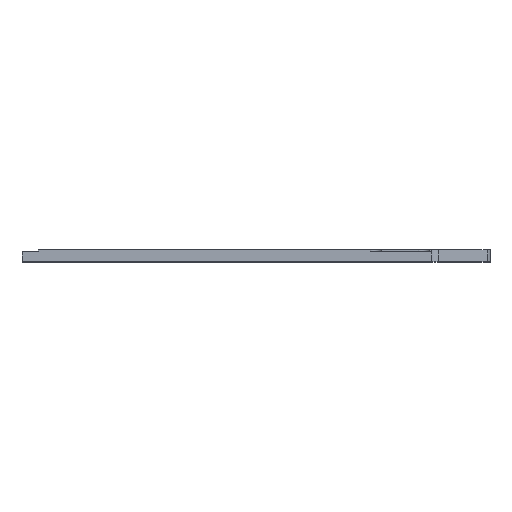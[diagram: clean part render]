
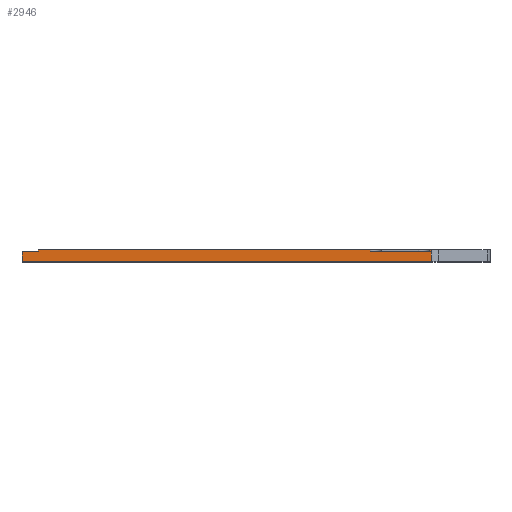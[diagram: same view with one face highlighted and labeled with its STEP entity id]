
A CAD part, top view. The second image highlights one B-rep face of the part: STEP entity #2946.
In plain terms, the highlighted planar face has unit normal (0, 0, 1).
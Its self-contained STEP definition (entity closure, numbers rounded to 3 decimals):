
#177=PLANE('',#3311);
#326=FACE_OUTER_BOUND('',#560,.T.);
#560=EDGE_LOOP('',(#2592,#2593,#2594,#2595,#2596,#2597,#2598,#2599,#2600,
#2601));
#603=LINE('',#4311,#829);
#625=LINE('',#4427,#851);
#635=LINE('',#4459,#861);
#723=LINE('',#4868,#949);
#726=LINE('',#4874,#952);
#728=LINE('',#4880,#954);
#772=LINE('',#5064,#998);
#774=LINE('',#5067,#1000);
#788=LINE('',#5094,#1014);
#789=LINE('',#5096,#1015);
#829=VECTOR('',#3380,10.);
#851=VECTOR('',#3500,10.);
#861=VECTOR('',#3522,10.);
#949=VECTOR('',#3952,10.);
#952=VECTOR('',#3957,10.);
#954=VECTOR('',#3961,10.);
#998=VECTOR('',#4127,10.);
#1000=VECTOR('',#4131,10.);
#1014=VECTOR('',#4171,10.);
#1015=VECTOR('',#4174,10.);
#1230=VERTEX_POINT('',#4293);
#1238=VERTEX_POINT('',#4309);
#1278=VERTEX_POINT('',#4424);
#1279=VERTEX_POINT('',#4426);
#1294=VERTEX_POINT('',#4456);
#1295=VERTEX_POINT('',#4458);
#1444=VERTEX_POINT('',#4864);
#1447=VERTEX_POINT('',#4871);
#1448=VERTEX_POINT('',#4876);
#1450=VERTEX_POINT('',#4879);
#1503=EDGE_CURVE('',#1230,#1238,#603,.T.);
#1558=EDGE_CURVE('',#1278,#1279,#625,.T.);
#1574=EDGE_CURVE('',#1294,#1295,#635,.T.);
#1774=EDGE_CURVE('',#1230,#1444,#723,.T.);
#1777=EDGE_CURVE('',#1447,#1444,#726,.T.);
#1779=EDGE_CURVE('',#1450,#1448,#728,.T.);
#1855=EDGE_CURVE('',#1448,#1295,#772,.T.);
#1857=EDGE_CURVE('',#1294,#1447,#774,.T.);
#1871=EDGE_CURVE('',#1279,#1238,#788,.T.);
#1872=EDGE_CURVE('',#1278,#1450,#789,.T.);
#2592=ORIENTED_EDGE('',*,*,#1855,.T.);
#2593=ORIENTED_EDGE('',*,*,#1574,.F.);
#2594=ORIENTED_EDGE('',*,*,#1857,.T.);
#2595=ORIENTED_EDGE('',*,*,#1777,.T.);
#2596=ORIENTED_EDGE('',*,*,#1774,.F.);
#2597=ORIENTED_EDGE('',*,*,#1503,.T.);
#2598=ORIENTED_EDGE('',*,*,#1871,.F.);
#2599=ORIENTED_EDGE('',*,*,#1558,.F.);
#2600=ORIENTED_EDGE('',*,*,#1872,.T.);
#2601=ORIENTED_EDGE('',*,*,#1779,.T.);
#2946=ADVANCED_FACE('',(#326),#177,.T.);
#3311=AXIS2_PLACEMENT_3D('',#5095,#4172,#4173);
#3380=DIRECTION('',(1.,0.,0.));
#3500=DIRECTION('',(1.,0.,0.));
#3522=DIRECTION('',(1.,0.,0.));
#3952=DIRECTION('',(0.,1.,0.));
#3957=DIRECTION('',(-1.,0.,0.));
#3961=DIRECTION('',(-1.,0.,0.));
#4127=DIRECTION('',(0.,1.,0.));
#4131=DIRECTION('',(0.,-1.,0.));
#4171=DIRECTION('',(0.,-1.,0.));
#4172=DIRECTION('center_axis',(0.,0.,
1.));
#4173=DIRECTION('ref_axis',(1.,0.,0.));
#4174=DIRECTION('',(0.,-1.,0.));
#4293=CARTESIAN_POINT('',(-679.841,1.289,782.215));
#4309=CARTESIAN_POINT('',(-475.155,1.289,782.215));
#4311=CARTESIAN_POINT('',(-669.741,1.289,782.215));
#4424=CARTESIAN_POINT('',(-475.741,7.289,782.215));
#4426=CARTESIAN_POINT('',(-475.155,7.289,782.215));
#4427=CARTESIAN_POINT('',(-669.741,7.289,782.215));
#4456=CARTESIAN_POINT('',(-671.641,7.289,782.215));
#4458=CARTESIAN_POINT('',(-505.741,7.289,782.215));
#4459=CARTESIAN_POINT('',(-669.741,7.289,782.215));
#4864=CARTESIAN_POINT('',(-679.841,6.289,782.215));
#4868=CARTESIAN_POINT('',(-679.841,1.289,782.215));
#4871=CARTESIAN_POINT('',(-671.641,6.289,782.215));
#4874=CARTESIAN_POINT('',(-670.741,6.289,782.215));
#4876=CARTESIAN_POINT('',(-505.741,6.289,782.215));
#4879=CARTESIAN_POINT('',(-475.741,6.289,782.215));
#4880=CARTESIAN_POINT('',(-615.991,6.289,782.215));
#5064=CARTESIAN_POINT('',(-505.741,74.289,782.215));
#5067=CARTESIAN_POINT('',(-671.641,74.289,782.215));
#5094=CARTESIAN_POINT('',(-475.155,42.539,782.215));
#5095=CARTESIAN_POINT('Origin',(-669.741,1.289,782.215));
#5096=CARTESIAN_POINT('',(-475.741,74.289,782.215));
